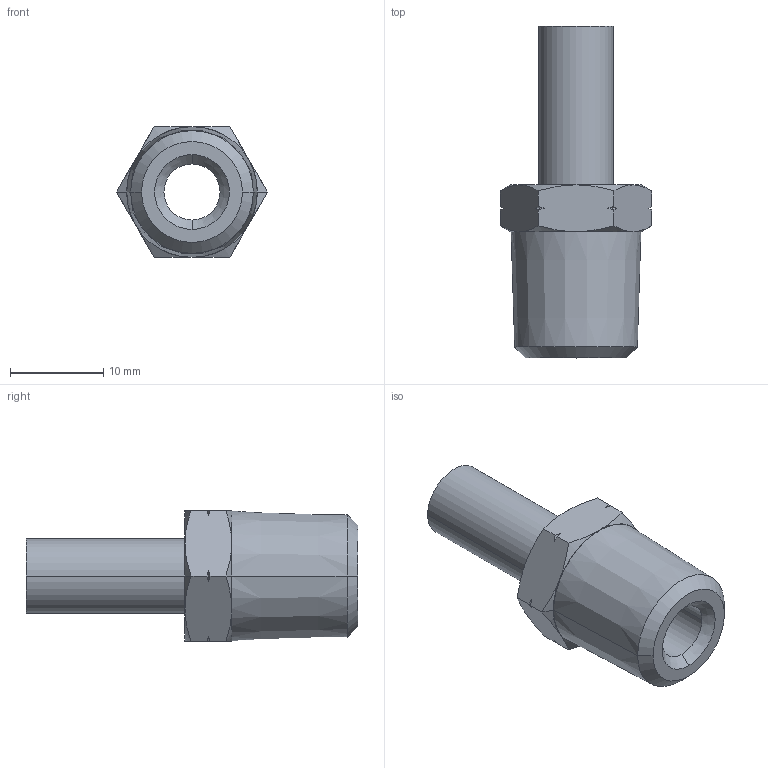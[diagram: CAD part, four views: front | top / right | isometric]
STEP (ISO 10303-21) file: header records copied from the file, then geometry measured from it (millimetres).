
FILE_DESCRIPTION(('STEP AP214'),'1');
FILE_NAME('1820_08_14.stp','2016-07-07T14:32:38',('TraceParts'),('TraceParts S.A.'),'Spatial InterOp 3D',' ',' ');
FILE_SCHEMA(('automotive_design'));
Length unit declared in the file: millimetre
Products named in the file (1): Solide1
Bounding box: 16.17 x 35.5 x 14 mm (x, y, z)
Volume: 2581.9 mm3; surface area: 2122.6 mm2
Topology: 1 solids, 1 shells, 52 faces, 121 edges, 73 vertices
Faces by surface type: cone 38, plane 10, cylinder 4
Entity records: 1956 total; most frequent: CARTESIAN_POINT 415, ORIENTED_EDGE 242, DIRECTION 222, EDGE_CURVE 121, AXIS2_PLACEMENT_3D 96, VERTEX_POINT 73, EDGE_LOOP 56, STYLED_ITEM 53
